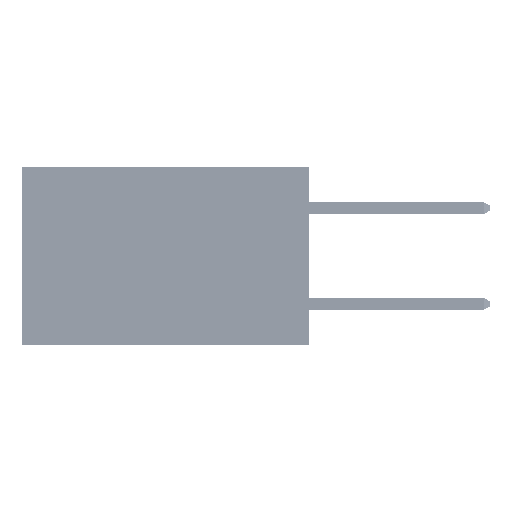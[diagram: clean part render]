
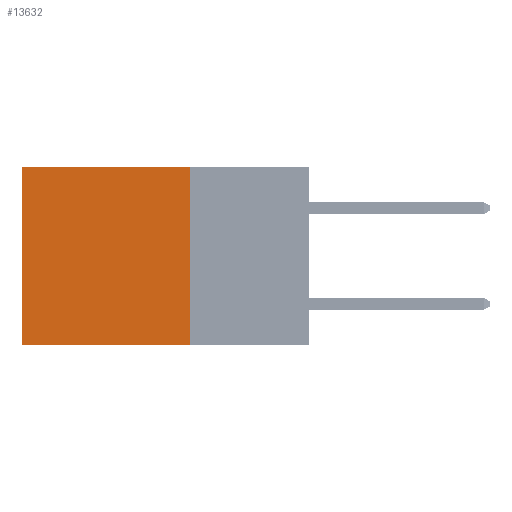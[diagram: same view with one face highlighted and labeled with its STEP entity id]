
A CAD part, left-side view. The second image highlights one B-rep face of the part: STEP entity #13632.
In plain terms, the highlighted planar face has unit normal (-1, 0, 0).
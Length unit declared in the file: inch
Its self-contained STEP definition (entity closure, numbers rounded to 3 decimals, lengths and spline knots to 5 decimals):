
#4526 = EDGE_CURVE ( 'NONE', #27587, #19751, #49885, .T. ) ;
#4851 = PLANE ( 'NONE',  #8057 ) ;
#6176 = CARTESIAN_POINT ( 'NONE',  ( 0.2875, 0.6, 0. ) ) ;
#8057 = AXIS2_PLACEMENT_3D ( 'NONE', #35836, #43784, #20588 ) ;
#9737 = EDGE_CURVE ( 'NONE', #23272, #37796, #22594, .T. ) ;
#11626 = CARTESIAN_POINT ( 'NONE',  ( 0.2875, 0.25, -0.37 ) ) ;
#12888 = EDGE_LOOP ( 'NONE', ( #35777, #26048, #37970, #18036 ) ) ;
#13632 = ADVANCED_FACE ( 'NONE', ( #24040 ), #4851, .F. ) ;
#13729 = CARTESIAN_POINT ( 'NONE',  ( 0.2875, 0.6, 0. ) ) ;
#15880 = EDGE_CURVE ( 'NONE', #19751, #37796, #30483, .T. ) ;
#18036 = ORIENTED_EDGE ( 'NONE', *, *, #40141, .T. ) ;
#18112 = CARTESIAN_POINT ( 'NONE',  ( 0.2875, 0.6, -0.37 ) ) ;
#18669 = CARTESIAN_POINT ( 'NONE',  ( 0.2875, 0.25, 0. ) ) ;
#19751 = VERTEX_POINT ( 'NONE', #11626 ) ;
#20162 = VECTOR ( 'NONE', #23685, 39.37008 ) ;
#20588 = DIRECTION ( 'NONE',  ( 0., 0., -1. ) ) ;
#21392 = VECTOR ( 'NONE', #33006, 39.37008 ) ;
#22594 = LINE ( 'NONE', #13729, #21392 ) ;
#23272 = VERTEX_POINT ( 'NONE', #6176 ) ;
#23685 = DIRECTION ( 'NONE',  ( 0., 1., 0. ) ) ;
#24040 = FACE_OUTER_BOUND ( 'NONE', #12888, .T. ) ;
#26048 = ORIENTED_EDGE ( 'NONE', *, *, #15880, .F. ) ;
#27587 = VERTEX_POINT ( 'NONE', #39603 ) ;
#29851 = VECTOR ( 'NONE', #30700, 39.37008 ) ;
#30483 = LINE ( 'NONE', #46881, #20162 ) ;
#30700 = DIRECTION ( 'NONE',  ( 0., 1., 0. ) ) ;
#32952 = VECTOR ( 'NONE', #45747, 39.37008 ) ;
#33006 = DIRECTION ( 'NONE',  ( 0., 0., -1. ) ) ;
#35777 = ORIENTED_EDGE ( 'NONE', *, *, #9737, .T. ) ;
#35836 = CARTESIAN_POINT ( 'NONE',  ( 0.2875, 0.25, 0. ) ) ;
#37796 = VERTEX_POINT ( 'NONE', #18112 ) ;
#37970 = ORIENTED_EDGE ( 'NONE', *, *, #4526, .F. ) ;
#39603 = CARTESIAN_POINT ( 'NONE',  ( 0.2875, 0.25, 0. ) ) ;
#40141 = EDGE_CURVE ( 'NONE', #27587, #23272, #41372, .T. ) ;
#41372 = LINE ( 'NONE', #49957, #29851 ) ;
#43784 = DIRECTION ( 'NONE',  ( 1., 0., 0. ) ) ;
#45747 = DIRECTION ( 'NONE',  ( 0., 0., -1. ) ) ;
#46881 = CARTESIAN_POINT ( 'NONE',  ( 0.2875, 0.25, -0.37 ) ) ;
#49885 = LINE ( 'NONE', #18669, #32952 ) ;
#49957 = CARTESIAN_POINT ( 'NONE',  ( 0.2875, 0.25, 0. ) ) ;
